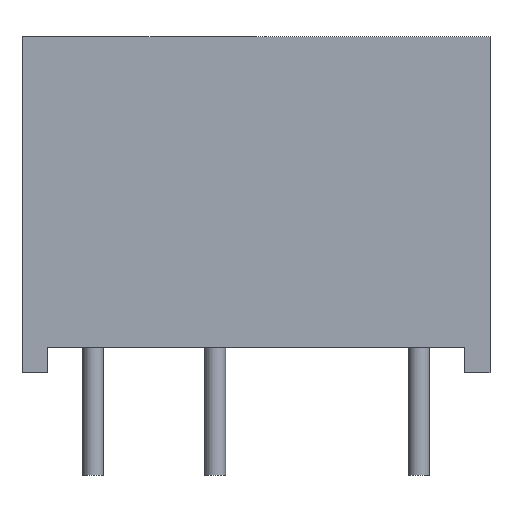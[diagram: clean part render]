
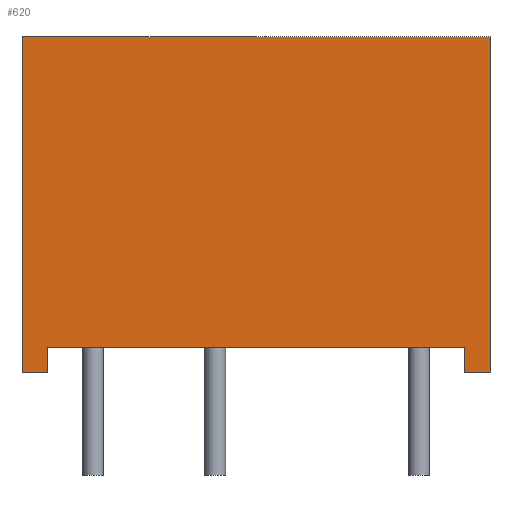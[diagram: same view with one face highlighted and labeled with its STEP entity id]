
A CAD part, front view. The second image highlights one B-rep face of the part: STEP entity #620.
In plain terms, the highlighted planar face has unit normal (0, -1, 0).
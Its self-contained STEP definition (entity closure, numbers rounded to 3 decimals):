
#346=CARTESIAN_POINT('',(-6.5,-2.03,0.0));
#347=VERTEX_POINT('',#346);
#348=CARTESIAN_POINT('',(-7.3,-2.03,0.0));
#349=VERTEX_POINT('',#348);
#350=CARTESIAN_POINT('',(-6.5,-2.03,0.0));
#351=DIRECTION('',(-1.0,0.0,0.0));
#352=VECTOR('',#351,0.8);
#353=LINE('',#350,#352);
#354=EDGE_CURVE('',#347,#349,#353,.T.);
#386=CARTESIAN_POINT('',(-6.5,-2.03,0.8));
#387=VERTEX_POINT('',#386);
#388=CARTESIAN_POINT('',(-6.5,-2.03,0.8));
#389=DIRECTION('',(0.0,0.0,-1.0));
#390=VECTOR('',#389,0.8);
#391=LINE('',#388,#390);
#392=EDGE_CURVE('',#387,#347,#391,.T.);
#426=CARTESIAN_POINT('',(6.5,-2.03,0.8));
#427=VERTEX_POINT('',#426);
#434=CARTESIAN_POINT('',(6.5,-2.03,0.8));
#435=DIRECTION('',(-1.0,0.0,0.0));
#436=VECTOR('',#435,13.);
#437=LINE('',#434,#436);
#438=EDGE_CURVE('',#427,#387,#437,.T.);
#448=CARTESIAN_POINT('',(7.3,-2.03,10.49));
#449=VERTEX_POINT('',#448);
#466=CARTESIAN_POINT('',(-7.3,-2.03,10.49));
#467=VERTEX_POINT('',#466);
#474=CARTESIAN_POINT('',(-7.3,-2.03,10.49));
#475=DIRECTION('',(1.0,0.0,0.0));
#476=VECTOR('',#475,14.6);
#477=LINE('',#474,#476);
#478=EDGE_CURVE('',#467,#449,#477,.T.);
#495=CARTESIAN_POINT('',(-7.3,-2.03,10.49));
#496=DIRECTION('',(0.0,0.0,-1.0));
#497=VECTOR('',#496,10.49);
#498=LINE('',#495,#497);
#499=EDGE_CURVE('',#467,#349,#498,.T.);
#510=CARTESIAN_POINT('',(7.3,-2.03,0.));
#511=VERTEX_POINT('',#510);
#512=CARTESIAN_POINT('',(6.5,-2.03,0.));
#513=VERTEX_POINT('',#512);
#514=CARTESIAN_POINT('',(7.3,-2.03,0.));
#515=DIRECTION('',(-1.0,0.0,0.0));
#516=VECTOR('',#515,0.8);
#517=LINE('',#514,#516);
#518=EDGE_CURVE('',#511,#513,#517,.T.);
#557=CARTESIAN_POINT('',(6.5,-2.03,0.8));
#558=DIRECTION('',(0.0,0.0,-1.0));
#559=VECTOR('',#558,0.8);
#560=LINE('',#557,#559);
#561=EDGE_CURVE('',#427,#513,#560,.T.);
#593=CARTESIAN_POINT('',(7.3,-2.03,10.49));
#594=DIRECTION('',(0.0,0.0,-1.0));
#595=VECTOR('',#594,10.49);
#596=LINE('',#593,#595);
#597=EDGE_CURVE('',#449,#511,#596,.T.);
#605=CARTESIAN_POINT('',(7.3,-2.03,0.5));
#606=DIRECTION('',(0.0,1.0,0.0));
#607=DIRECTION('',(0.0,0.0,1.0));
#608=AXIS2_PLACEMENT_3D('',#605,#606,#607);
#609=PLANE('',#608);
#610=ORIENTED_EDGE('',*,*,#561,.T.);
#611=ORIENTED_EDGE('',*,*,#518,.F.);
#612=ORIENTED_EDGE('',*,*,#597,.F.);
#613=ORIENTED_EDGE('',*,*,#478,.F.);
#614=ORIENTED_EDGE('',*,*,#499,.T.);
#615=ORIENTED_EDGE('',*,*,#354,.F.);
#616=ORIENTED_EDGE('',*,*,#392,.F.);
#617=ORIENTED_EDGE('',*,*,#438,.F.);
#618=EDGE_LOOP('',(#610,#611,#612,#613,#614,#615,#616,#617));
#619=FACE_OUTER_BOUND('',#618,.T.);
#620=ADVANCED_FACE('',(#619),#609,.F.);
